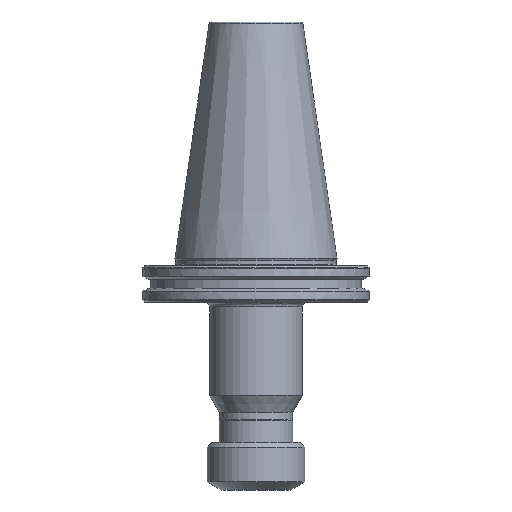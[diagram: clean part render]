
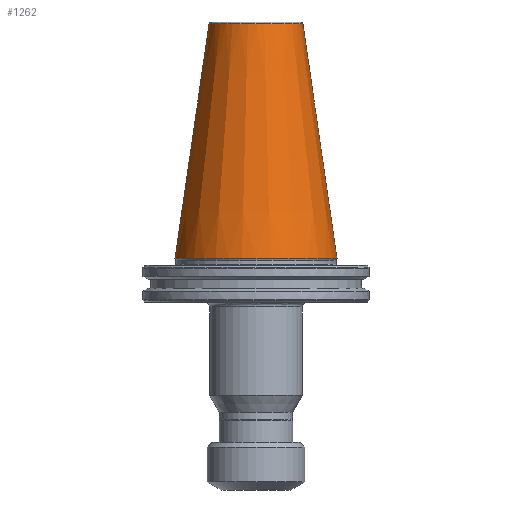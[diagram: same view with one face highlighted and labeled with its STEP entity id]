
A CAD part, front view. The second image highlights one B-rep face of the part: STEP entity #1262.
In plain terms, the highlighted conical face has half-angle 8.297 degrees and reference radius 34.925 mm.
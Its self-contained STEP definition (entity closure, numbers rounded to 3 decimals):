
#49 = CIRCLE ( 'NONE', #1990, 20.211 ) ;
#174 = LINE ( 'NONE', #1497, #1608 ) ;
#179 = ORIENTED_EDGE ( 'NONE', *, *, #520, .T. ) ;
#210 = ORIENTED_EDGE ( 'NONE', *, *, #2267, .F. ) ;
#219 = DIRECTION ( 'NONE',  ( -1., 0., 0. ) ) ;
#311 = CARTESIAN_POINT ( 'NONE',  ( -34.925, 0., 0. ) ) ;
#332 = DIRECTION ( 'NONE',  ( 0., 0., -1. ) ) ;
#412 = AXIS2_PLACEMENT_3D ( 'NONE', #1596, #3406, #1864 ) ;
#520 = EDGE_CURVE ( 'NONE', #3190, #2091, #786, .T. ) ;
#740 = EDGE_CURVE ( 'NONE', #3010, #815, #49, .T. ) ;
#786 = CIRCLE ( 'NONE', #412, 34.925 ) ;
#815 = VERTEX_POINT ( 'NONE', #1108 ) ;
#939 = FACE_OUTER_BOUND ( 'NONE', #2959, .T. ) ;
#995 = ORIENTED_EDGE ( 'NONE', *, *, #1800, .T. ) ;
#1108 = CARTESIAN_POINT ( 'NONE',  ( -20.211, 0., 100.894 ) ) ;
#1112 = CARTESIAN_POINT ( 'NONE',  ( 20.211, 0., 100.894 ) ) ;
#1253 = ORIENTED_EDGE ( 'NONE', *, *, #740, .T. ) ;
#1262 = ADVANCED_FACE ( 'NONE', ( #939 ), #2774, .T. ) ;
#1497 = CARTESIAN_POINT ( 'NONE',  ( 34.925, 0., 0. ) ) ;
#1596 = CARTESIAN_POINT ( 'NONE',  ( 0., 0., 0. ) ) ;
#1608 = VECTOR ( 'NONE', #3323, 1000. ) ;
#1634 = VECTOR ( 'NONE', #2220, 1000. ) ;
#1800 = EDGE_CURVE ( 'NONE', #815, #3190, #2865, .T. ) ;
#1854 = DIRECTION ( 'NONE',  ( 0., 0., -1. ) ) ;
#1864 = DIRECTION ( 'NONE',  ( -1., 0., 0. ) ) ;
#1982 = CARTESIAN_POINT ( 'NONE',  ( 0., 0., 100.894 ) ) ;
#1990 = AXIS2_PLACEMENT_3D ( 'NONE', #1982, #332, #2239 ) ;
#2091 = VERTEX_POINT ( 'NONE', #3091 ) ;
#2124 = AXIS2_PLACEMENT_3D ( 'NONE', #3136, #1854, #219 ) ;
#2220 = DIRECTION ( 'NONE',  ( -0.144, 0., -0.99 ) ) ;
#2239 = DIRECTION ( 'NONE',  ( -1., 0., 0. ) ) ;
#2267 = EDGE_CURVE ( 'NONE', #3010, #2091, #174, .T. ) ;
#2271 = CARTESIAN_POINT ( 'NONE',  ( -34.925, 0., 0. ) ) ;
#2774 = CONICAL_SURFACE ( 'NONE', #2124, 34.925, 0.145 ) ;
#2865 = LINE ( 'NONE', #311, #1634 ) ;
#2959 = EDGE_LOOP ( 'NONE', ( #210, #1253, #995, #179 ) ) ;
#3010 = VERTEX_POINT ( 'NONE', #1112 ) ;
#3091 = CARTESIAN_POINT ( 'NONE',  ( 34.925, 0., 0. ) ) ;
#3136 = CARTESIAN_POINT ( 'NONE',  ( 0., 0., 0. ) ) ;
#3190 = VERTEX_POINT ( 'NONE', #2271 ) ;
#3323 = DIRECTION ( 'NONE',  ( 0.144, 0., -0.99 ) ) ;
#3406 = DIRECTION ( 'NONE',  ( 0., 0., 1. ) ) ;
